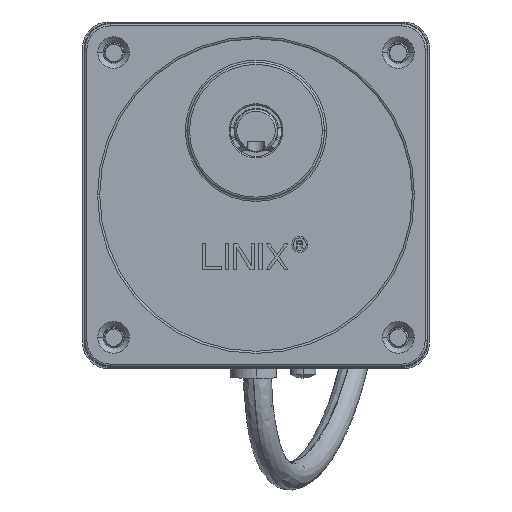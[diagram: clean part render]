
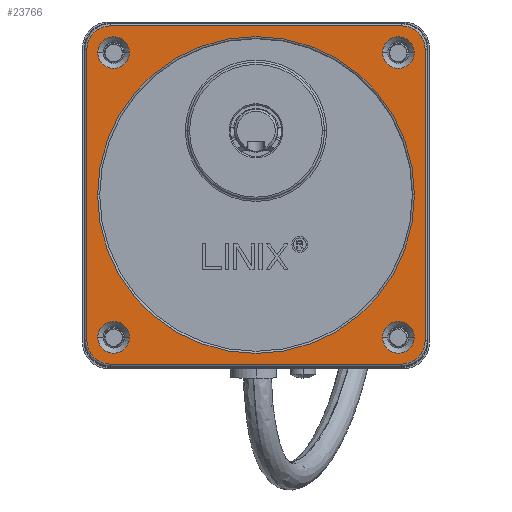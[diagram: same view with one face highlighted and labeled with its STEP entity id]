
A CAD part, top view. The second image highlights one B-rep face of the part: STEP entity #23766.
In plain terms, the highlighted face is planar.
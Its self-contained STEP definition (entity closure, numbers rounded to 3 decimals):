
#19065=CARTESIAN_POINT('',(-33.234,43.,-33.234));
#19066=DIRECTION('',(0.,-1.,0.));
#19067=DIRECTION('',(1.,0.,0.));
#19068=AXIS2_PLACEMENT_3D('',#19065,#19066,#19067);
#19070=CARTESIAN_POINT('',(-33.234,43.,-33.234));
#19071=DIRECTION('',(0.,-1.,0.));
#19072=DIRECTION('',(-1.,0.,0.));
#19073=AXIS2_PLACEMENT_3D('',#19070,#19071,#19072);
#19075=CARTESIAN_POINT('',(33.234,43.,-33.234));
#19076=DIRECTION('',(0.,-1.,0.));
#19077=DIRECTION('',(1.,0.,0.));
#19078=AXIS2_PLACEMENT_3D('',#19075,#19076,#19077);
#19080=CARTESIAN_POINT('',(33.234,43.,-33.234));
#19081=DIRECTION('',(0.,-1.,0.));
#19082=DIRECTION('',(-1.,0.,0.));
#19083=AXIS2_PLACEMENT_3D('',#19080,#19081,#19082);
#19085=CARTESIAN_POINT('',(33.234,43.,33.234));
#19086=DIRECTION('',(0.,-1.,0.));
#19087=DIRECTION('',(-1.,0.,0.));
#19088=AXIS2_PLACEMENT_3D('',#19085,#19086,#19087);
#19090=CARTESIAN_POINT('',(33.234,43.,33.234));
#19091=DIRECTION('',(0.,-1.,0.));
#19092=DIRECTION('',(1.,0.,0.));
#19093=AXIS2_PLACEMENT_3D('',#19090,#19091,#19092);
#19095=CARTESIAN_POINT('',(-33.234,43.,33.234));
#19096=DIRECTION('',(0.,-1.,0.));
#19097=DIRECTION('',(-1.,0.,0.));
#19098=AXIS2_PLACEMENT_3D('',#19095,#19096,#19097);
#19100=CARTESIAN_POINT('',(-33.234,43.,33.234));
#19101=DIRECTION('',(0.,-1.,0.));
#19102=DIRECTION('',(1.,0.,0.));
#19103=AXIS2_PLACEMENT_3D('',#19100,#19101,#19102);
#19105=CARTESIAN_POINT('',(0.,43.,0.));
#19106=DIRECTION('',(0.,-1.,0.));
#19107=DIRECTION('',(1.,0.,0.));
#19108=AXIS2_PLACEMENT_3D('',#19105,#19106,#19107);
#19110=CARTESIAN_POINT('',(0.,43.,0.));
#19111=DIRECTION('',(0.,-1.,0.));
#19112=DIRECTION('',(-1.,0.,0.));
#19113=AXIS2_PLACEMENT_3D('',#19110,#19111,#19112);
#19115=CARTESIAN_POINT('',(-34.,43.,34.));
#19116=DIRECTION('',(0.,1.,0.));
#19117=DIRECTION('',(-1.,0.,0.));
#19118=AXIS2_PLACEMENT_3D('',#19115,#19116,#19117);
#19120=DIRECTION('',(0.,0.,1.));
#19121=VECTOR('',#19120,68.);
#19122=CARTESIAN_POINT('',(-39.5,43.,-34.));
#19123=LINE('',#19122,#19121);
#19124=CARTESIAN_POINT('',(-34.,43.,-34.));
#19125=DIRECTION('',(0.,1.,0.));
#19126=DIRECTION('',(0.,0.,-1.));
#19127=AXIS2_PLACEMENT_3D('',#19124,#19125,#19126);
#19129=DIRECTION('',(-1.,0.,0.));
#19130=VECTOR('',#19129,68.);
#19131=CARTESIAN_POINT('',(34.,43.,-39.5));
#19132=LINE('',#19131,#19130);
#19133=CARTESIAN_POINT('',(34.,43.,-34.));
#19134=DIRECTION('',(0.,1.,0.));
#19135=DIRECTION('',(1.,0.,0.));
#19136=AXIS2_PLACEMENT_3D('',#19133,#19134,#19135);
#19138=DIRECTION('',(0.,0.,-1.));
#19139=VECTOR('',#19138,68.);
#19140=CARTESIAN_POINT('',(39.5,43.,34.));
#19141=LINE('',#19140,#19139);
#19142=CARTESIAN_POINT('',(34.,43.,34.));
#19143=DIRECTION('',(0.,1.,0.));
#19144=DIRECTION('',(0.,0.,1.));
#19145=AXIS2_PLACEMENT_3D('',#19142,#19143,#19144);
#19147=DIRECTION('',(1.,0.,0.));
#19148=VECTOR('',#19147,68.);
#19149=CARTESIAN_POINT('',(-34.,43.,39.5));
#19150=LINE('',#19149,#19148);
#23097=CARTESIAN_POINT('',(-29.534,43.,-33.234));
#23098=CARTESIAN_POINT('',(-36.934,43.,-33.234));
#23099=VERTEX_POINT('',#23097);
#23100=VERTEX_POINT('',#23098);
#23105=CARTESIAN_POINT('',(36.934,43.,-33.234));
#23106=CARTESIAN_POINT('',(29.534,43.,-33.234));
#23107=VERTEX_POINT('',#23105);
#23108=VERTEX_POINT('',#23106);
#23113=CARTESIAN_POINT('',(29.534,43.,33.234));
#23114=CARTESIAN_POINT('',(36.934,43.,33.234));
#23115=VERTEX_POINT('',#23113);
#23116=VERTEX_POINT('',#23114);
#23121=CARTESIAN_POINT('',(-36.934,43.,33.234));
#23122=CARTESIAN_POINT('',(-29.534,43.,33.234));
#23123=VERTEX_POINT('',#23121);
#23124=VERTEX_POINT('',#23122);
#23429=CARTESIAN_POINT('',(37.,43.,0.));
#23430=CARTESIAN_POINT('',(-37.,43.,0.));
#23431=VERTEX_POINT('',#23429);
#23432=VERTEX_POINT('',#23430);
#23437=CARTESIAN_POINT('',(-39.5,43.,34.));
#23438=CARTESIAN_POINT('',(-34.,43.,39.5));
#23439=VERTEX_POINT('',#23437);
#23440=VERTEX_POINT('',#23438);
#23445=CARTESIAN_POINT('',(34.,43.,39.5));
#23446=VERTEX_POINT('',#23445);
#23449=CARTESIAN_POINT('',(39.5,43.,34.));
#23450=VERTEX_POINT('',#23449);
#23453=CARTESIAN_POINT('',(39.5,43.,-34.));
#23454=VERTEX_POINT('',#23453);
#23457=CARTESIAN_POINT('',(34.,43.,-39.5));
#23458=VERTEX_POINT('',#23457);
#23461=CARTESIAN_POINT('',(-34.,43.,-39.5));
#23462=VERTEX_POINT('',#23461);
#23465=CARTESIAN_POINT('',(-39.5,43.,-34.));
#23466=VERTEX_POINT('',#23465);
#23714=CARTESIAN_POINT('',(0.,43.,0.));
#23715=DIRECTION('',(0.,1.,0.));
#23716=DIRECTION('',(1.,0.,0.));
#23717=AXIS2_PLACEMENT_3D('',#23714,#23715,#23716);
#23718=PLANE('',#23717);
#23720=ORIENTED_EDGE('',*,*,#23719,.F.);
#23722=ORIENTED_EDGE('',*,*,#23721,.F.);
#23724=ORIENTED_EDGE('',*,*,#23723,.F.);
#23726=ORIENTED_EDGE('',*,*,#23725,.F.);
#23728=ORIENTED_EDGE('',*,*,#23727,.F.);
#23730=ORIENTED_EDGE('',*,*,#23729,.F.);
#23732=ORIENTED_EDGE('',*,*,#23731,.F.);
#23734=ORIENTED_EDGE('',*,*,#23733,.F.);
#23735=EDGE_LOOP('',(#23720,#23722,#23724,#23726,#23728,#23730,#23732,#23734));
#23736=FACE_OUTER_BOUND('',#23735,.F.);
#23737=ORIENTED_EDGE('',*,*,#23704,.F.);
#23739=ORIENTED_EDGE('',*,*,#23738,.F.);
#23740=EDGE_LOOP('',(#23737,#23739));
#23741=FACE_BOUND('',#23740,.F.);
#23743=ORIENTED_EDGE('',*,*,#23742,.F.);
#23745=ORIENTED_EDGE('',*,*,#23744,.F.);
#23746=EDGE_LOOP('',(#23743,#23745));
#23747=FACE_BOUND('',#23746,.F.);
#23749=ORIENTED_EDGE('',*,*,#23748,.F.);
#23751=ORIENTED_EDGE('',*,*,#23750,.F.);
#23752=EDGE_LOOP('',(#23749,#23751));
#23753=FACE_BOUND('',#23752,.F.);
#23755=ORIENTED_EDGE('',*,*,#23754,.F.);
#23757=ORIENTED_EDGE('',*,*,#23756,.F.);
#23758=EDGE_LOOP('',(#23755,#23757));
#23759=FACE_BOUND('',#23758,.F.);
#23761=ORIENTED_EDGE('',*,*,#23760,.F.);
#23763=ORIENTED_EDGE('',*,*,#23762,.F.);
#23764=EDGE_LOOP('',(#23761,#23763));
#23765=FACE_BOUND('',#23764,.F.);
#19069=CIRCLE('',#19068,3.7);
#19074=CIRCLE('',#19073,3.7);
#19079=CIRCLE('',#19078,3.7);
#19084=CIRCLE('',#19083,3.7);
#19089=CIRCLE('',#19088,3.7);
#19094=CIRCLE('',#19093,3.7);
#19099=CIRCLE('',#19098,3.7);
#19104=CIRCLE('',#19103,3.7);
#19109=CIRCLE('',#19108,37.);
#19114=CIRCLE('',#19113,37.);
#19119=CIRCLE('',#19118,5.5);
#19128=CIRCLE('',#19127,5.5);
#19137=CIRCLE('',#19136,5.5);
#19146=CIRCLE('',#19145,5.5);
#23704=EDGE_CURVE('',#23107,#23108,#19079,.T.);
#23719=EDGE_CURVE('',#23439,#23440,#19119,.T.);
#23721=EDGE_CURVE('',#23466,#23439,#19123,.T.);
#23723=EDGE_CURVE('',#23462,#23466,#19128,.T.);
#23725=EDGE_CURVE('',#23458,#23462,#19132,.T.);
#23727=EDGE_CURVE('',#23454,#23458,#19137,.T.);
#23729=EDGE_CURVE('',#23450,#23454,#19141,.T.);
#23731=EDGE_CURVE('',#23446,#23450,#19146,.T.);
#23733=EDGE_CURVE('',#23440,#23446,#19150,.T.);
#23738=EDGE_CURVE('',#23108,#23107,#19084,.T.);
#23742=EDGE_CURVE('',#23115,#23116,#19089,.T.);
#23744=EDGE_CURVE('',#23116,#23115,#19094,.T.);
#23748=EDGE_CURVE('',#23123,#23124,#19099,.T.);
#23750=EDGE_CURVE('',#23124,#23123,#19104,.T.);
#23754=EDGE_CURVE('',#23431,#23432,#19109,.T.);
#23756=EDGE_CURVE('',#23432,#23431,#19114,.T.);
#23760=EDGE_CURVE('',#23099,#23100,#19069,.T.);
#23762=EDGE_CURVE('',#23100,#23099,#19074,.T.);
#23766=ADVANCED_FACE('',(#23736,#23741,#23747,#23753,#23759,#23765),#23718,.T.);
